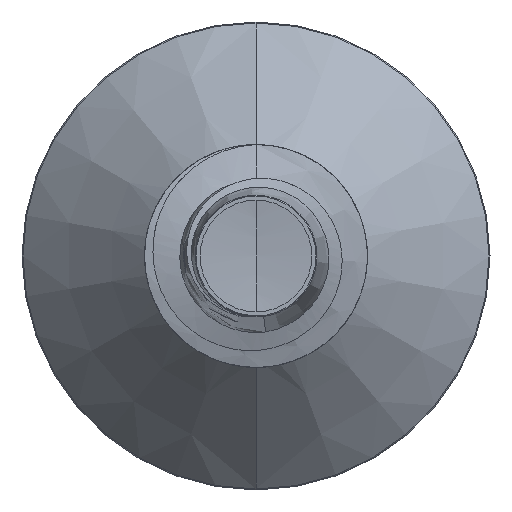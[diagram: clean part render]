
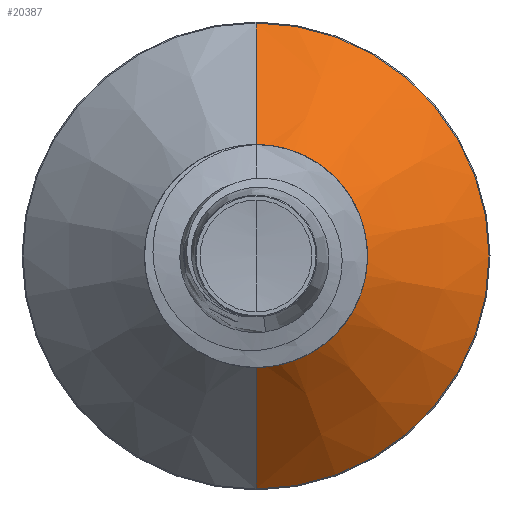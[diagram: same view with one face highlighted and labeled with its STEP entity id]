
A CAD part, front view. The second image highlights one B-rep face of the part: STEP entity #20387.
In plain terms, the highlighted conical face has half-angle 45 degrees and reference radius 1.857 mm.
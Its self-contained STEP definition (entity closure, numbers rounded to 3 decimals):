
#381 = LINE ( 'NONE', #15226, #13257 ) ;
#1178 = EDGE_CURVE ( 'NONE', #6280, #3674, #381, .T. ) ;
#2026 = CARTESIAN_POINT ( 'NONE',  ( 0., 16.957, 0. ) ) ;
#2716 = AXIS2_PLACEMENT_3D ( 'NONE', #2026, #21477, #9310 ) ;
#3674 = VERTEX_POINT ( 'NONE', #17940 ) ;
#3901 = EDGE_LOOP ( 'NONE', ( #12234, #25871, #4469, #21540 ) ) ;
#4469 = ORIENTED_EDGE ( 'NONE', *, *, #13889, .F. ) ;
#5107 = CARTESIAN_POINT ( 'NONE',  ( 0., 19.282, -4.182 ) ) ;
#5356 = VECTOR ( 'NONE', #23958, 1000. ) ;
#6280 = VERTEX_POINT ( 'NONE', #15045 ) ;
#6801 = DIRECTION ( 'NONE',  ( 0., 1., 0. ) ) ;
#8361 = CIRCLE ( 'NONE', #10501, 1.857 ) ;
#8692 = CONICAL_SURFACE ( 'NONE', #2716, 1.857, 0.785 ) ;
#9128 = CARTESIAN_POINT ( 'NONE',  ( 0., 19.282, 0. ) ) ;
#9310 = DIRECTION ( 'NONE',  ( 0., 0., 1. ) ) ;
#10191 = CARTESIAN_POINT ( 'NONE',  ( 0., 16.957, -1.857 ) ) ;
#10501 = AXIS2_PLACEMENT_3D ( 'NONE', #19719, #6801, #21463 ) ;
#11491 = DIRECTION ( 'NONE',  ( 0., 0., 1. ) ) ;
#11680 = AXIS2_PLACEMENT_3D ( 'NONE', #9128, #23192, #11491 ) ;
#12234 = ORIENTED_EDGE ( 'NONE', *, *, #16341, .T. ) ;
#13257 = VECTOR ( 'NONE', #14940, 1000. ) ;
#13889 = EDGE_CURVE ( 'NONE', #3674, #17103, #20472, .T. ) ;
#14940 = DIRECTION ( 'NONE',  ( 0., 0.707, 0.707 ) ) ;
#15045 = CARTESIAN_POINT ( 'NONE',  ( 0., 16.957, 1.857 ) ) ;
#15226 = CARTESIAN_POINT ( 'NONE',  ( 0., 16.957, 1.857 ) ) ;
#16341 = EDGE_CURVE ( 'NONE', #6280, #23310, #8361, .T. ) ;
#17103 = VERTEX_POINT ( 'NONE', #5107 ) ;
#17162 = EDGE_CURVE ( 'NONE', #23310, #17103, #21594, .T. ) ;
#17940 = CARTESIAN_POINT ( 'NONE',  ( 0., 19.282, 4.182 ) ) ;
#19719 = CARTESIAN_POINT ( 'NONE',  ( 0., 16.957, 0. ) ) ;
#20387 = ADVANCED_FACE ( 'NONE', ( #20984 ), #8692, .T. ) ;
#20472 = CIRCLE ( 'NONE', #11680, 4.182 ) ;
#20984 = FACE_OUTER_BOUND ( 'NONE', #3901, .T. ) ;
#21463 = DIRECTION ( 'NONE',  ( 0., 0., 1. ) ) ;
#21477 = DIRECTION ( 'NONE',  ( 0., 1., 0. ) ) ;
#21540 = ORIENTED_EDGE ( 'NONE', *, *, #1178, .F. ) ;
#21594 = LINE ( 'NONE', #10191, #5356 ) ;
#23192 = DIRECTION ( 'NONE',  ( 0., 1., 0. ) ) ;
#23310 = VERTEX_POINT ( 'NONE', #25333 ) ;
#23958 = DIRECTION ( 'NONE',  ( 0., 0.707, -0.707 ) ) ;
#25333 = CARTESIAN_POINT ( 'NONE',  ( 0., 16.957, -1.857 ) ) ;
#25871 = ORIENTED_EDGE ( 'NONE', *, *, #17162, .T. ) ;
